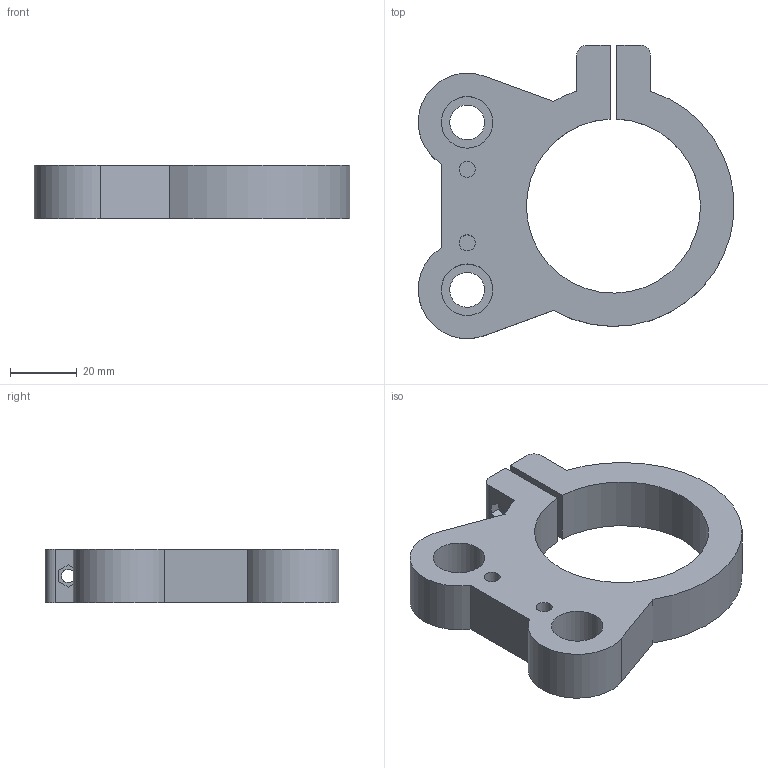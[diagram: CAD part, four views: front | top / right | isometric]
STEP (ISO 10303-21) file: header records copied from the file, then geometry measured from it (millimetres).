
FILE_DESCRIPTION(('FreeCAD Model'),'2;1');
FILE_NAME('z_spindle_holder.step','2015-03-11T09:40:06',('Author'),(''), 'Open CASCADE STEP processor 6.7','FreeCAD','Unknown');
FILE_SCHEMA(('AUTOMOTIVE_DESIGN_CC2 { 1 2 10303 214 -1 1 5 4 }'));
Length unit declared in the file: millimetre
Products named in the file (1): z_spindler_holder001
Bounding box: 94.23 x 87.63 x 16 mm (x, y, z)
Volume: 58619.5 mm3; surface area: 18554.7 mm2
Topology: 1 solids, 1 shells, 51 faces, 128 edges, 86 vertices
Faces by surface type: plane 36, cylinder 15
Full cylindrical faces by diameter (mm): 4 x2, 4.8 x2, 10.4 x2, 15.4 x2
Entity records: 3349 total; most frequent: CARTESIAN_POINT 788, DIRECTION 452, LINE 264, VECTOR 264, ORIENTED_EDGE 256, PCURVE 256, DEFINITIONAL_REPRESENTATION 256, EDGE_CURVE 128
